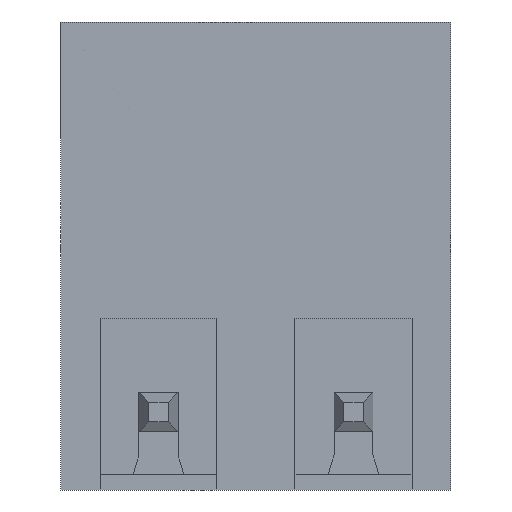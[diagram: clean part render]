
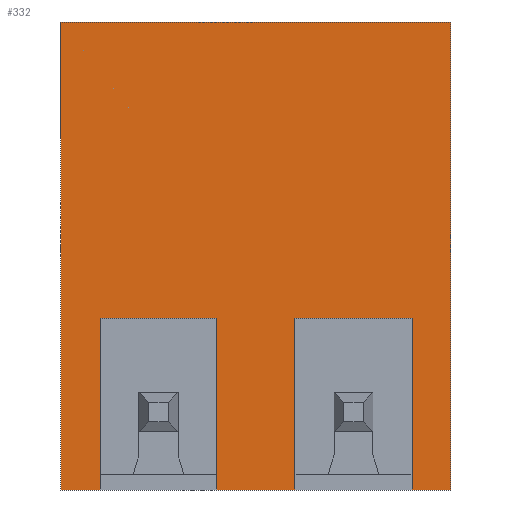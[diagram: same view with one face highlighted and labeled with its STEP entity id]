
A CAD part, front view. The second image highlights one B-rep face of the part: STEP entity #332.
In plain terms, the highlighted planar face has unit normal (0, -1, 0).
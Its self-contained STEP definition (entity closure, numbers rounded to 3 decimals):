
#332 = ADVANCED_FACE( '', ( #652 ), #653, .T. );
#652 = FACE_OUTER_BOUND( '', #965, .T. );
#653 = PLANE( '', #966 );
#965 = EDGE_LOOP( '', ( #1776, #1777, #1778, #1779, #1780, #1781, #1782, #1783, #1784, #1785, #1786, #1787 ) );
#966 = AXIS2_PLACEMENT_3D( '', #1788, #1789, #1790 );
#1776 = ORIENTED_EDGE( '', *, *, #2199, .T. );
#1777 = ORIENTED_EDGE( '', *, *, #2193, .F. );
#1778 = ORIENTED_EDGE( '', *, *, #2264, .F. );
#1779 = ORIENTED_EDGE( '', *, *, #1979, .F. );
#1780 = ORIENTED_EDGE( '', *, *, #1981, .F. );
#1781 = ORIENTED_EDGE( '', *, *, #2265, .T. );
#1782 = ORIENTED_EDGE( '', *, *, #2208, .F. );
#1783 = ORIENTED_EDGE( '', *, *, #2143, .F. );
#1784 = ORIENTED_EDGE( '', *, *, #2171, .F. );
#1785 = ORIENTED_EDGE( '', *, *, #2266, .T. );
#1786 = ORIENTED_EDGE( '', *, *, #2267, .F. );
#1787 = ORIENTED_EDGE( '', *, *, #2236, .T. );
#1788 = CARTESIAN_POINT( '', ( 5., -4.25, -6. ) );
#1789 = DIRECTION( '', ( 0., -1., 0. ) );
#1790 = DIRECTION( '', ( 0., 0., -1. ) );
#1979 = EDGE_CURVE( '', #2377, #2369, #2379, .T. );
#1981 = EDGE_CURVE( '', #2381, #2377, #2382, .T. );
#2143 = EDGE_CURVE( '', #2640, #2634, #2642, .T. );
#2171 = EDGE_CURVE( '', #2679, #2640, #2680, .T. );
#2193 = EDGE_CURVE( '', #2706, #2708, #2709, .T. );
#2199 = EDGE_CURVE( '', #2716, #2708, #2717, .T. );
#2208 = EDGE_CURVE( '', #2634, #2726, #2729, .T. );
#2236 = EDGE_CURVE( '', #2762, #2716, #2763, .T. );
#2264 = EDGE_CURVE( '', #2369, #2706, #2793, .T. );
#2265 = EDGE_CURVE( '', #2381, #2726, #2794, .T. );
#2266 = EDGE_CURVE( '', #2679, #2795, #2796, .T. );
#2267 = EDGE_CURVE( '', #2762, #2795, #2797, .T. );
#2369 = VERTEX_POINT( '', #2933 );
#2377 = VERTEX_POINT( '', #2945 );
#2379 = LINE( '', #2948, #2949 );
#2381 = VERTEX_POINT( '', #2951 );
#2382 = LINE( '', #2952, #2953 );
#2634 = VERTEX_POINT( '', #3322 );
#2640 = VERTEX_POINT( '', #3331 );
#2642 = LINE( '', #3334, #3335 );
#2679 = VERTEX_POINT( '', #3390 );
#2680 = LINE( '', #3391, #3392 );
#2706 = VERTEX_POINT( '', #3433 );
#2708 = VERTEX_POINT( '', #3436 );
#2709 = LINE( '', #3437, #3438 );
#2716 = VERTEX_POINT( '', #3448 );
#2717 = LINE( '', #3449, #3450 );
#2726 = VERTEX_POINT( '', #3461 );
#2729 = LINE( '', #3466, #3467 );
#2762 = VERTEX_POINT( '', #3516 );
#2763 = LINE( '', #3517, #3518 );
#2793 = LINE( '', #3561, #3562 );
#2794 = LINE( '', #3563, #3564 );
#2795 = VERTEX_POINT( '', #3565 );
#2796 = LINE( '', #3566, #3567 );
#2797 = LINE( '', #3568, #3569 );
#2933 = CARTESIAN_POINT( '', ( -4., -4.25, -6. ) );
#2945 = CARTESIAN_POINT( '', ( -4., -4.25, -1.6 ) );
#2948 = CARTESIAN_POINT( '', ( -4., -4.25, -5.6 ) );
#2949 = VECTOR( '', #3640, 1000. );
#2951 = CARTESIAN_POINT( '', ( -1., -4.25, -1.6 ) );
#2952 = CARTESIAN_POINT( '', ( -1., -4.25, -1.6 ) );
#2953 = VECTOR( '', #3641, 1000. );
#3322 = CARTESIAN_POINT( '', ( 1., -4.25, -6. ) );
#3331 = CARTESIAN_POINT( '', ( 1., -4.25, -1.6 ) );
#3334 = CARTESIAN_POINT( '', ( 1., -4.25, -5.6 ) );
#3335 = VECTOR( '', #3790, 1000. );
#3390 = CARTESIAN_POINT( '', ( 4., -4.25, -1.6 ) );
#3391 = CARTESIAN_POINT( '', ( 4., -4.25, -1.6 ) );
#3392 = VECTOR( '', #3809, 1000. );
#3433 = CARTESIAN_POINT( '', ( -5., -4.25, -6. ) );
#3436 = CARTESIAN_POINT( '', ( -5., -4.25, 6. ) );
#3437 = CARTESIAN_POINT( '', ( -5., -4.25, -6. ) );
#3438 = VECTOR( '', #3826, 1000. );
#3448 = CARTESIAN_POINT( '', ( 5., -4.25, 6. ) );
#3449 = CARTESIAN_POINT( '', ( 5., -4.25, 6. ) );
#3450 = VECTOR( '', #3830, 1000. );
#3461 = CARTESIAN_POINT( '', ( -1., -4.25, -6. ) );
#3466 = CARTESIAN_POINT( '', ( 5., -4.25, -6. ) );
#3467 = VECTOR( '', #3841, 1000. );
#3516 = CARTESIAN_POINT( '', ( 5., -4.25, -6. ) );
#3517 = CARTESIAN_POINT( '', ( 5., -4.25, -6. ) );
#3518 = VECTOR( '', #3864, 1000. );
#3561 = CARTESIAN_POINT( '', ( 5., -4.25, -6. ) );
#3562 = VECTOR( '', #3878, 1000. );
#3563 = CARTESIAN_POINT( '', ( -1., -4.25, -5.6 ) );
#3564 = VECTOR( '', #3879, 1000. );
#3565 = CARTESIAN_POINT( '', ( 4., -4.25, -6. ) );
#3566 = CARTESIAN_POINT( '', ( 4., -4.25, -5.6 ) );
#3567 = VECTOR( '', #3880, 1000. );
#3568 = CARTESIAN_POINT( '', ( 5., -4.25, -6. ) );
#3569 = VECTOR( '', #3881, 1000. );
#3640 = DIRECTION( '', ( 0., 0., -1. ) );
#3641 = DIRECTION( '', ( -1., 0., 0. ) );
#3790 = DIRECTION( '', ( 0., 0., -1. ) );
#3809 = DIRECTION( '', ( -1., 0., 0. ) );
#3826 = DIRECTION( '', ( 0., 0., 1. ) );
#3830 = DIRECTION( '', ( -1., 0., 0. ) );
#3841 = DIRECTION( '', ( -1., 0., 0. ) );
#3864 = DIRECTION( '', ( 0., 0., 1. ) );
#3878 = DIRECTION( '', ( -1., 0., 0. ) );
#3879 = DIRECTION( '', ( 0., 0., -1. ) );
#3880 = DIRECTION( '', ( 0., 0., -1. ) );
#3881 = DIRECTION( '', ( -1., 0., 0. ) );
